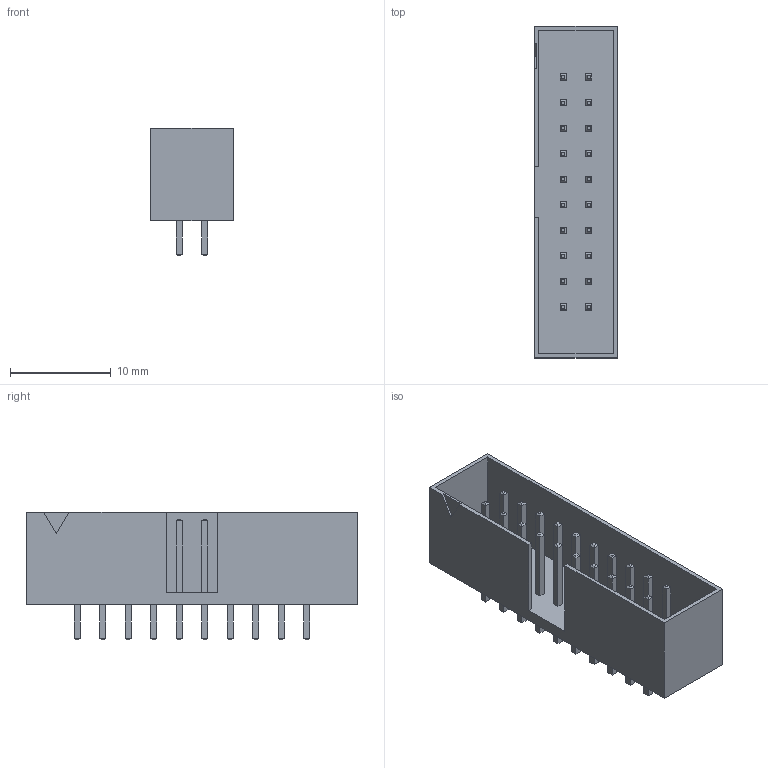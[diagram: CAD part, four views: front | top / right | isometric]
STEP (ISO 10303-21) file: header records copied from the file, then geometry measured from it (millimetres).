
FILE_DESCRIPTION (( 'STEP AP214' ), '1' );
FILE_NAME ('HE10_2x10.STEP', '2019-08-22T09:57:33', ( '' ), ( '' ), 'SwSTEP 2.0', 'SolidWorks 2018', '' );
FILE_SCHEMA (( 'AUTOMOTIVE_DESIGN' ));
Length unit declared in the file: millimetre
Products named in the file (1): HE10_2x10
Bounding box: 8.2 x 33 x 12.7 mm (x, y, z)
Volume: 643.3 mm3; surface area: 2366.7 mm2
Topology: 1 solids, 1 shells, 377 faces, 845 edges, 510 vertices
Faces by surface type: plane 377
Entity records: 14220 total; most frequent: CARTESIAN_POINT 1733, ORIENTED_EDGE 1690, DIRECTION 1601, EDGE_CURVE 845, VECTOR 845, LINE 845, VERTEX_POINT 510, EDGE_LOOP 417
